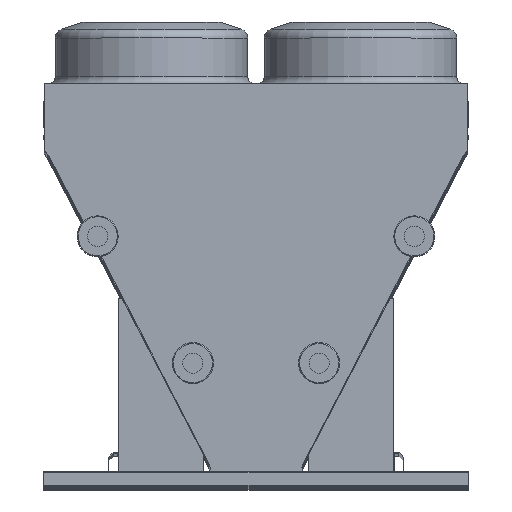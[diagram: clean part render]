
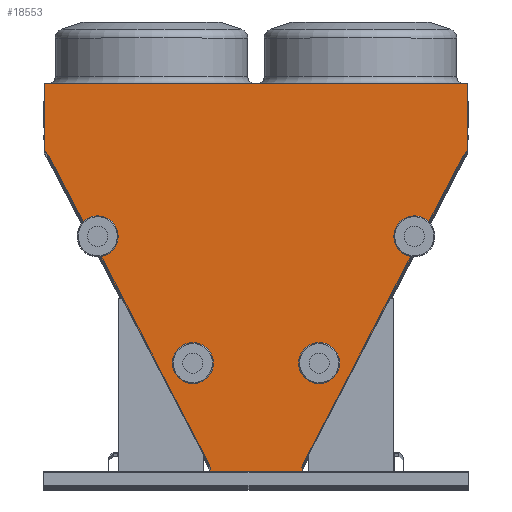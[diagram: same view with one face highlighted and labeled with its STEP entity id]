
A CAD part, top view. The second image highlights one B-rep face of the part: STEP entity #18553.
In plain terms, the highlighted planar face has unit normal (0, 0, 1).
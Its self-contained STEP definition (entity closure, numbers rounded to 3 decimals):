
#807 = VECTOR ( 'NONE', #19492, 1000. ) ;
#1583 = EDGE_CURVE ( 'NONE', #39379, #6734, #19151, .T. ) ;
#1596 = EDGE_CURVE ( 'NONE', #10068, #6074, #7669, .T. ) ;
#1669 = LINE ( 'NONE', #22455, #41611 ) ;
#1850 = ORIENTED_EDGE ( 'NONE', *, *, #35473, .T. ) ;
#1990 = CARTESIAN_POINT ( 'NONE',  ( 245.39, 20.232, 0. ) ) ;
#2004 = LINE ( 'NONE', #23388, #807 ) ;
#2566 = ORIENTED_EDGE ( 'NONE', *, *, #3957, .T. ) ;
#3129 = LINE ( 'NONE', #45977, #23713 ) ;
#3318 = DIRECTION ( 'NONE',  ( 0., 1., 0. ) ) ;
#3324 = DIRECTION ( 'NONE',  ( -1., 0., 0. ) ) ;
#3418 = CARTESIAN_POINT ( 'NONE',  ( 246.893, 1.482, 0. ) ) ;
#3464 = CARTESIAN_POINT ( 'NONE',  ( -1126.246, 1711.83, 0. ) ) ;
#3957 = EDGE_CURVE ( 'NONE', #32599, #10068, #2004, .T. ) ;
#4049 = CARTESIAN_POINT ( 'NONE',  ( 279.893, 1.482, 0. ) ) ;
#5390 = EDGE_CURVE ( 'NONE', #7120, #23251, #43874, .T. ) ;
#5618 = DIRECTION ( 'NONE',  ( -0.463, 0.886, 0. ) ) ;
#5804 = DIRECTION ( 'NONE',  ( 0., -1., 0. ) ) ;
#5857 = CARTESIAN_POINT ( 'NONE',  ( -279.893, 0., 0. ) ) ;
#6074 = VERTEX_POINT ( 'NONE', #50005 ) ;
#6088 = VECTOR ( 'NONE', #3324, 1000. ) ;
#6290 = DIRECTION ( 'NONE',  ( 0.887, 0.462, 0. ) ) ;
#6734 = VERTEX_POINT ( 'NONE', #4049 ) ;
#7074 = DIRECTION ( 'NONE',  ( 0.462, 0.887, 0. ) ) ;
#7120 = VERTEX_POINT ( 'NONE', #27845 ) ;
#7235 = CARTESIAN_POINT ( 'NONE',  ( 279.893, 0., 0. ) ) ;
#7365 = VERTEX_POINT ( 'NONE', #29492 ) ;
#7498 = VERTEX_POINT ( 'NONE', #3418 ) ;
#7669 = LINE ( 'NONE', #45863, #27030 ) ;
#8345 = CARTESIAN_POINT ( 'NONE',  ( -246.893, 1.482, 0. ) ) ;
#8912 = CARTESIAN_POINT ( 'NONE',  ( -1127.739, 1711.053, 0. ) ) ;
#9232 = DIRECTION ( 'NONE',  ( -1., 0., 0. ) ) ;
#9593 = ORIENTED_EDGE ( 'NONE', *, *, #32418, .T. ) ;
#9937 = LINE ( 'NONE', #13561, #49754 ) ;
#9940 = LINE ( 'NONE', #13227, #29296 ) ;
#10068 = VERTEX_POINT ( 'NONE', #41912 ) ;
#10098 = DIRECTION ( 'NONE',  ( 0.887, -0.462, 0. ) ) ;
#10147 = CARTESIAN_POINT ( 'NONE',  ( 1127.607, 1711.053, 0. ) ) ;
#10754 = EDGE_CURVE ( 'NONE', #19615, #7365, #47286, .T. ) ;
#11402 = CARTESIAN_POINT ( 'NONE',  ( 1136.15, 1727.462, 0. ) ) ;
#12068 = LINE ( 'NONE', #15715, #31407 ) ;
#12204 = EDGE_CURVE ( 'NONE', #6734, #7498, #36930, .T. ) ;
#12461 = DIRECTION ( 'NONE',  ( 0., 0., -1. ) ) ;
#13227 = CARTESIAN_POINT ( 'NONE',  ( 246.893, 17.358, 0. ) ) ;
#13561 = CARTESIAN_POINT ( 'NONE',  ( 279.893, 0., 0. ) ) ;
#13702 = ORIENTED_EDGE ( 'NONE', *, *, #20063, .T. ) ;
#15531 = ORIENTED_EDGE ( 'NONE', *, *, #1596, .T. ) ;
#15715 = CARTESIAN_POINT ( 'NONE',  ( -246.893, 17.358, 0. ) ) ;
#15948 = LINE ( 'NONE', #16666, #25035 ) ;
#16664 = DIRECTION ( 'NONE',  ( 0., 1., 0. ) ) ;
#16666 = CARTESIAN_POINT ( 'NONE',  ( -1127.739, 1711.053, 0. ) ) ;
#17628 = VERTEX_POINT ( 'NONE', #48602 ) ;
#17861 = VECTOR ( 'NONE', #6290, 1000. ) ;
#17923 = VECTOR ( 'NONE', #3318, 1000. ) ;
#18115 = VECTOR ( 'NONE', #29028, 1000. ) ;
#18449 = VERTEX_POINT ( 'NONE', #34955 ) ;
#18553 = ADVANCED_FACE ( 'NONE', ( #46390 ), #23935, .F. ) ;
#18670 = ORIENTED_EDGE ( 'NONE', *, *, #40343, .T. ) ;
#18833 = VECTOR ( 'NONE', #43926, 1000. ) ;
#18879 = DIRECTION ( 'NONE',  ( -0.461, -0.887, 0. ) ) ;
#18991 = DIRECTION ( 'NONE',  ( 0.462, 0.887, 0. ) ) ;
#19151 = LINE ( 'NONE', #7235, #17923 ) ;
#19215 = CARTESIAN_POINT ( 'NONE',  ( -1136.282, 2083.62, 0. ) ) ;
#19492 = DIRECTION ( 'NONE',  ( 0.462, -0.887, 0. ) ) ;
#19615 = VERTEX_POINT ( 'NONE', #28068 ) ;
#20063 = EDGE_CURVE ( 'NONE', #41799, #17628, #37820, .T. ) ;
#20714 = EDGE_CURVE ( 'NONE', #47613, #23190, #9940, .T. ) ;
#22046 = EDGE_CURVE ( 'NONE', #23251, #48872, #3129, .T. ) ;
#22455 = CARTESIAN_POINT ( 'NONE',  ( 245.39, 20.232, 0. ) ) ;
#23190 = VERTEX_POINT ( 'NONE', #1990 ) ;
#23251 = VERTEX_POINT ( 'NONE', #10147 ) ;
#23388 = CARTESIAN_POINT ( 'NONE',  ( -245.403, 20.223, 0. ) ) ;
#23713 = VECTOR ( 'NONE', #18991, 1000. ) ;
#23819 = ORIENTED_EDGE ( 'NONE', *, *, #29236, .T. ) ;
#23935 = PLANE ( 'NONE',  #42867 ) ;
#24153 = ORIENTED_EDGE ( 'NONE', *, *, #28072, .T. ) ;
#24630 = DIRECTION ( 'NONE',  ( 0.462, -0.887, 0. ) ) ;
#25035 = VECTOR ( 'NONE', #24630, 1000. ) ;
#25095 = EDGE_LOOP ( 'NONE', ( #24153, #28486, #27388, #2566, #15531, #30581, #13702, #23819, #1850, #49733, #33262, #9593, #41849, #18670, #44718, #43646, #48435, #38484 ) ) ;
#26511 = CARTESIAN_POINT ( 'NONE',  ( 279.893, 1.482, 0. ) ) ;
#27030 = VECTOR ( 'NONE', #18879, 1000. ) ;
#27388 = ORIENTED_EDGE ( 'NONE', *, *, #33813, .T. ) ;
#27835 = CARTESIAN_POINT ( 'NONE',  ( 0., 0., 0. ) ) ;
#27845 = CARTESIAN_POINT ( 'NONE',  ( 1126.218, 1711.776, 0. ) ) ;
#28068 = CARTESIAN_POINT ( 'NONE',  ( 1136.15, 2083.62, 0. ) ) ;
#28072 = EDGE_CURVE ( 'NONE', #7365, #18449, #37521, .T. ) ;
#28192 = LINE ( 'NONE', #40912, #17861 ) ;
#28322 = VECTOR ( 'NONE', #16664, 1000. ) ;
#28486 = ORIENTED_EDGE ( 'NONE', *, *, #37006, .T. ) ;
#28985 = CARTESIAN_POINT ( 'NONE',  ( -1136.282, 1727.462, 0. ) ) ;
#29028 = DIRECTION ( 'NONE',  ( 0., -1., 0. ) ) ;
#29236 = EDGE_CURVE ( 'NONE', #17628, #45578, #48878, .T. ) ;
#29296 = VECTOR ( 'NONE', #5618, 1000. ) ;
#29415 = CARTESIAN_POINT ( 'NONE',  ( 246.893, 17.358, 0. ) ) ;
#29492 = CARTESIAN_POINT ( 'NONE',  ( -1136.282, 2083.62, 0. ) ) ;
#30256 = EDGE_CURVE ( 'NONE', #48872, #19615, #49588, .T. ) ;
#30581 = ORIENTED_EDGE ( 'NONE', *, *, #39960, .T. ) ;
#31288 = DIRECTION ( 'NONE',  ( 0., -1., 0. ) ) ;
#31407 = VECTOR ( 'NONE', #31288, 1000. ) ;
#32236 = CARTESIAN_POINT ( 'NONE',  ( 246.893, 17.358, 0. ) ) ;
#32418 = EDGE_CURVE ( 'NONE', #7498, #47613, #47579, .T. ) ;
#32599 = VERTEX_POINT ( 'NONE', #3464 ) ;
#33247 = CARTESIAN_POINT ( 'NONE',  ( 1127.607, 1711.053, 0. ) ) ;
#33262 = ORIENTED_EDGE ( 'NONE', *, *, #12204, .T. ) ;
#33612 = VECTOR ( 'NONE', #10098, 1000. ) ;
#33813 = EDGE_CURVE ( 'NONE', #36995, #32599, #28192, .T. ) ;
#34920 = CARTESIAN_POINT ( 'NONE',  ( 279.893, 0., 0. ) ) ;
#34955 = CARTESIAN_POINT ( 'NONE',  ( -1136.282, 1727.462, 0. ) ) ;
#35473 = EDGE_CURVE ( 'NONE', #45578, #39379, #9937, .T. ) ;
#36175 = CARTESIAN_POINT ( 'NONE',  ( 1136.15, 2083.62, 0. ) ) ;
#36264 = CARTESIAN_POINT ( 'NONE',  ( -279.893, 1.482, 0. ) ) ;
#36930 = LINE ( 'NONE', #26511, #6088 ) ;
#36995 = VERTEX_POINT ( 'NONE', #8912 ) ;
#37006 = EDGE_CURVE ( 'NONE', #18449, #36995, #15948, .T. ) ;
#37521 = LINE ( 'NONE', #28985, #46525 ) ;
#37820 = LINE ( 'NONE', #36264, #48027 ) ;
#38484 = ORIENTED_EDGE ( 'NONE', *, *, #10754, .T. ) ;
#38658 = DIRECTION ( 'NONE',  ( -1., 0., 0. ) ) ;
#39379 = VERTEX_POINT ( 'NONE', #34920 ) ;
#39479 = DIRECTION ( 'NONE',  ( -1., 0., 0. ) ) ;
#39960 = EDGE_CURVE ( 'NONE', #6074, #41799, #12068, .T. ) ;
#40343 = EDGE_CURVE ( 'NONE', #23190, #7120, #1669, .T. ) ;
#40583 = DIRECTION ( 'NONE',  ( 1., 0., 0. ) ) ;
#40912 = CARTESIAN_POINT ( 'NONE',  ( -1127.739, 1711.053, 0. ) ) ;
#41611 = VECTOR ( 'NONE', #7074, 1000. ) ;
#41799 = VERTEX_POINT ( 'NONE', #8345 ) ;
#41849 = ORIENTED_EDGE ( 'NONE', *, *, #20714, .T. ) ;
#41912 = CARTESIAN_POINT ( 'NONE',  ( -245.403, 20.223, 0. ) ) ;
#42867 = AXIS2_PLACEMENT_3D ( 'NONE', #27835, #12461, #39479 ) ;
#43646 = ORIENTED_EDGE ( 'NONE', *, *, #22046, .T. ) ;
#43874 = LINE ( 'NONE', #33247, #33612 ) ;
#43926 = DIRECTION ( 'NONE',  ( 0., 1., 0. ) ) ;
#44718 = ORIENTED_EDGE ( 'NONE', *, *, #5390, .T. ) ;
#45578 = VERTEX_POINT ( 'NONE', #49089 ) ;
#45863 = CARTESIAN_POINT ( 'NONE',  ( -246.893, 17.358, 0. ) ) ;
#45977 = CARTESIAN_POINT ( 'NONE',  ( 1127.607, 1711.053, 0. ) ) ;
#46390 = FACE_OUTER_BOUND ( 'NONE', #25095, .T. ) ;
#46525 = VECTOR ( 'NONE', #5804, 1000. ) ;
#47286 = LINE ( 'NONE', #19215, #48478 ) ;
#47579 = LINE ( 'NONE', #32236, #28322 ) ;
#47613 = VERTEX_POINT ( 'NONE', #29415 ) ;
#48027 = VECTOR ( 'NONE', #9232, 1000. ) ;
#48435 = ORIENTED_EDGE ( 'NONE', *, *, #30256, .T. ) ;
#48478 = VECTOR ( 'NONE', #38658, 1000. ) ;
#48602 = CARTESIAN_POINT ( 'NONE',  ( -279.893, 1.482, 0. ) ) ;
#48872 = VERTEX_POINT ( 'NONE', #11402 ) ;
#48878 = LINE ( 'NONE', #5857, #18115 ) ;
#49089 = CARTESIAN_POINT ( 'NONE',  ( -279.893, 0., 0. ) ) ;
#49588 = LINE ( 'NONE', #36175, #18833 ) ;
#49733 = ORIENTED_EDGE ( 'NONE', *, *, #1583, .T. ) ;
#49754 = VECTOR ( 'NONE', #40583, 1000. ) ;
#50005 = CARTESIAN_POINT ( 'NONE',  ( -246.893, 17.358, 0. ) ) ;
